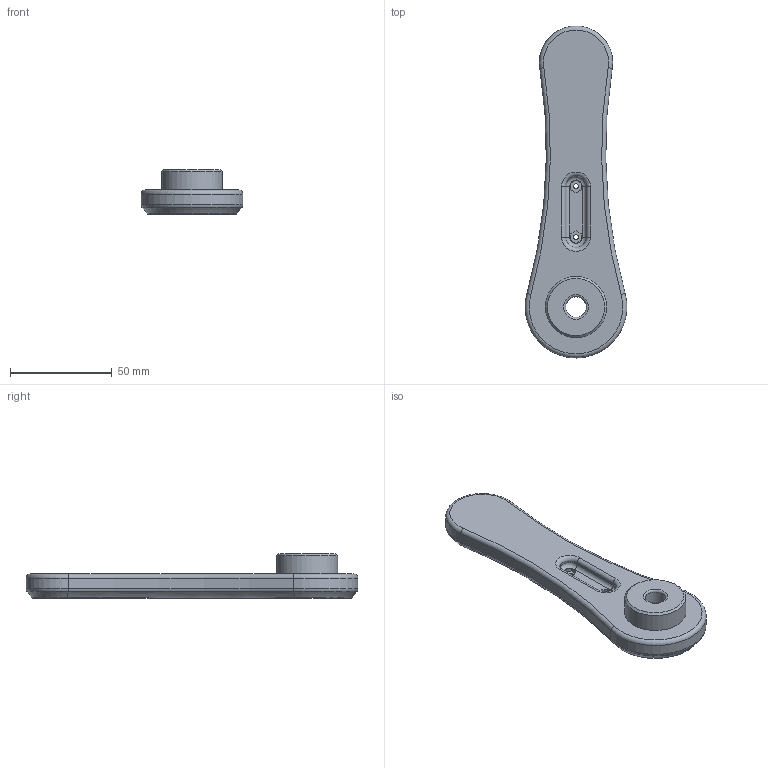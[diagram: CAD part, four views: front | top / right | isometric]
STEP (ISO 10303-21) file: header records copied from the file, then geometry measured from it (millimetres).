
FILE_DESCRIPTION(/* description */ (''),/* implementation_level */ '2;1');
FILE_NAME(/* name */ 'Robot - J2 (LEFT) v6.step',/* time_stamp */ '2023-10-17T09:54:37+02:00',/* author */ (''),/* organization */ (''),/* preprocessor_version */ 'ST-DEVELOPER v20',/* originating_system */ 'Autodesk Translation Framework v12.14.0.127',/* authorisation */ '');
FILE_SCHEMA (('AUTOMOTIVE_DESIGN { 1 0 10303 214 3 1 1 }'));
Length unit declared in the file: millimetre
Products named in the file (1): Robot - J2 (LEFT)
Bounding box: 49.9 x 163 x 22 mm (x, y, z)
Volume: 67235 mm3; surface area: 16859.9 mm2
Topology: 1 solids, 1 shells, 96 faces, 235 edges, 144 vertices
Faces by surface type: plane 49, torus 27, cylinder 15, bspline 4, cone 1
Full cylindrical faces by diameter (mm): 2.5 x2, 10 x1, 16.8 x1, 30 x1
Entity records: 2950 total; most frequent: CARTESIAN_POINT 584, DIRECTION 516, ORIENTED_EDGE 470, EDGE_CURVE 235, AXIS2_PLACEMENT_3D 196, VERTEX_POINT 144, LINE 124, VECTOR 124
